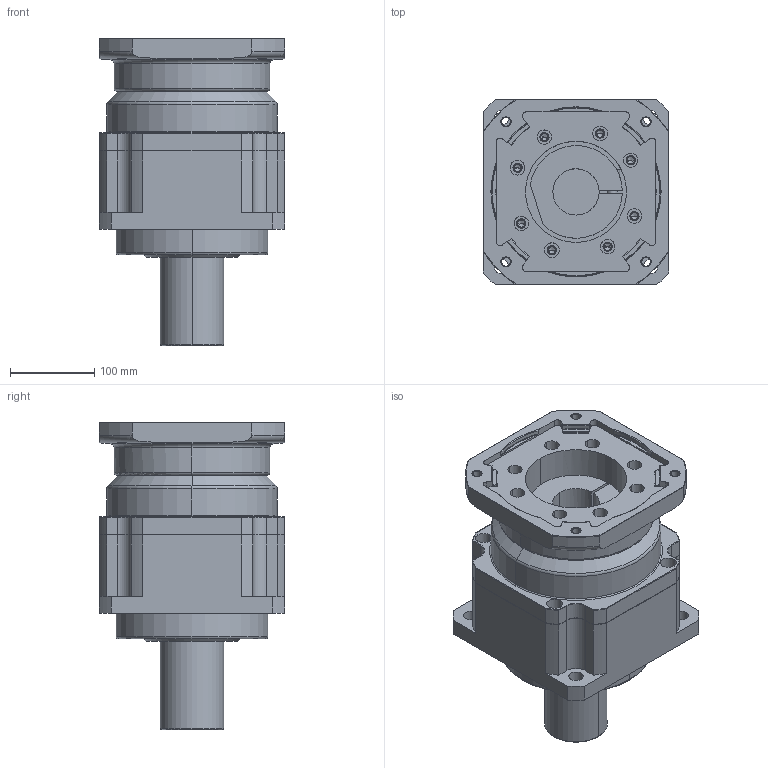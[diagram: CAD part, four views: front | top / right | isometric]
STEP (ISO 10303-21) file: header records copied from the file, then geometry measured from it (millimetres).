
FILE_DESCRIPTION((''),'2;1');
FILE_NAME('AF2201-P0403700201_ASM','2008-09-18T',('d00080'),(''),'PRO/ENGINEER BY PARAMETRIC TECHNOLOGY CORPORATION, 2006170','PRO/ENGINEER BY PARAMETRIC TECHNOLOGY CORPORATION, 2006170','');
FILE_SCHEMA(('CONFIG_CONTROL_DESIGN'));
Length unit declared in the file: millimetre
Products named in the file (4): AF2201; P1301700001; P0403700201; AF2201-P0403700201_ASM
Assembly tree (3 placements, depth 2):
  AF2201-P0403700201_ASM
    AF2201
    P1301700001
    P0403700201
Bounding box: 220 x 220 x 364.5 mm (x, y, z)
Volume: 7819291.6 mm3; surface area: 584417.4 mm2
Topology: 3 solids, 16 shells, 502 faces, 1232 edges, 765 vertices
Faces by surface type: cylinder 221, plane 107, cone 92, torus 80, bspline 2
Entity records: 15729 total; most frequent: CARTESIAN_POINT 3441, DIRECTION 2773, ORIENTED_EDGE 2374, EDGE_CURVE 1214, AXIS2_PLACEMENT_3D 1145, VERTEX_POINT 765, CIRCLE 632, EDGE_LOOP 597
